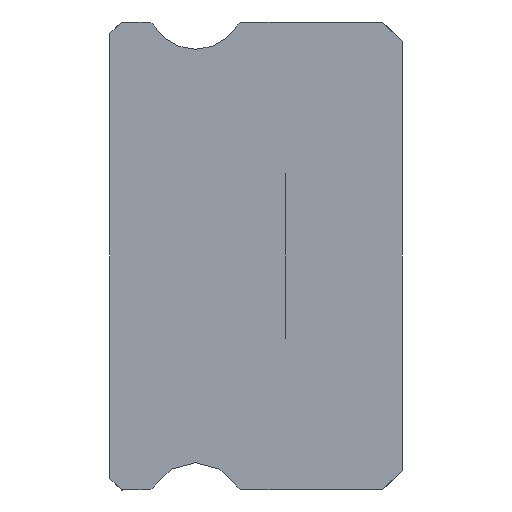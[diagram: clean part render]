
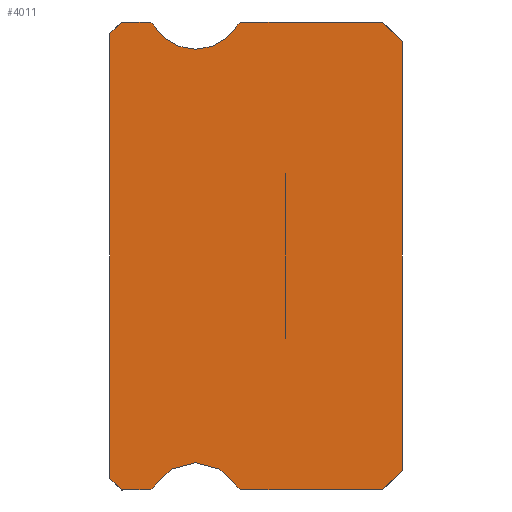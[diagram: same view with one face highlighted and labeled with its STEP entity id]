
A CAD part, left-side view. The second image highlights one B-rep face of the part: STEP entity #4011.
In plain terms, the highlighted planar face has unit normal (-1, 0, 0).
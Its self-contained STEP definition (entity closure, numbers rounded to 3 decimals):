
#123 = EDGE_CURVE ( 'NONE', #3149, #6955, #11524, .T. ) ;
#133 = CARTESIAN_POINT ( 'NONE',  ( -10., 6.512, -5.85 ) ) ;
#196 = EDGE_CURVE ( 'NONE', #10243, #5911, #1406, .T. ) ;
#401 = CARTESIAN_POINT ( 'NONE',  ( -10., 6.512, 6. ) ) ;
#449 = EDGE_CURVE ( 'NONE', #13117, #921, #3972, .T. ) ;
#493 = EDGE_CURVE ( 'NONE', #10243, #921, #11442, .T. ) ;
#788 = DIRECTION ( 'NONE',  ( 1., 0., 0. ) ) ;
#832 = EDGE_CURVE ( 'NONE', #1290, #5056, #6236, .T. ) ;
#921 = VERTEX_POINT ( 'NONE', #4373 ) ;
#1073 = DIRECTION ( 'NONE',  ( 0., 0., -1. ) ) ;
#1084 = CARTESIAN_POINT ( 'NONE',  ( -10., 7.5, -5.7 ) ) ;
#1183 = DIRECTION ( 'NONE',  ( 0., 1., 0. ) ) ;
#1196 = EDGE_CURVE ( 'NONE', #2910, #12131, #4851, .T. ) ;
#1290 = VERTEX_POINT ( 'NONE', #10725 ) ;
#1352 = EDGE_CURVE ( 'NONE', #3588, #8968, #3319, .T. ) ;
#1385 = DIRECTION ( 'NONE',  ( -1., 0., 0. ) ) ;
#1406 = LINE ( 'NONE', #5585, #7454 ) ;
#1530 = CARTESIAN_POINT ( 'NONE',  ( -10., 0., 5.5 ) ) ;
#1682 = ORIENTED_EDGE ( 'NONE', *, *, #9231, .F. ) ;
#1876 = VERTEX_POINT ( 'NONE', #10296 ) ;
#1903 = DIRECTION ( 'NONE',  ( 0., 1., 0. ) ) ;
#2053 = AXIS2_PLACEMENT_3D ( 'NONE', #133, #4291, #8323 ) ;
#2070 = DIRECTION ( 'NONE',  ( 0., -0.707, -0.707 ) ) ;
#2097 = CARTESIAN_POINT ( 'NONE',  ( -10., 5.3, 5.3 ) ) ;
#2131 = VECTOR ( 'NONE', #12418, 1000. ) ;
#2191 = DIRECTION ( 'NONE',  ( 1., 0., 0. ) ) ;
#2387 = VECTOR ( 'NONE', #1183, 1000. ) ;
#2430 = ORIENTED_EDGE ( 'NONE', *, *, #832, .F. ) ;
#2648 = VECTOR ( 'NONE', #8359, 1000. ) ;
#2853 = EDGE_CURVE ( 'NONE', #12131, #8595, #7963, .T. ) ;
#2857 = VECTOR ( 'NONE', #7343, 1000. ) ;
#2910 = VERTEX_POINT ( 'NONE', #6764 ) ;
#3007 = CARTESIAN_POINT ( 'NONE',  ( -10., 7.2, 6. ) ) ;
#3015 = CIRCLE ( 'NONE', #4785, 1.25 ) ;
#3080 = CARTESIAN_POINT ( 'NONE',  ( -10., 7.5, 5.85 ) ) ;
#3149 = VERTEX_POINT ( 'NONE', #9271 ) ;
#3163 = LINE ( 'NONE', #13505, #2131 ) ;
#3211 = ORIENTED_EDGE ( 'NONE', *, *, #6170, .T. ) ;
#3319 = CIRCLE ( 'NONE', #9013, 0.15 ) ;
#3345 = CIRCLE ( 'NONE', #7290, 1.25 ) ;
#3397 = DIRECTION ( 'NONE',  ( 1., 0., 0. ) ) ;
#3467 = DIRECTION ( 'NONE',  ( 0., 0., -1. ) ) ;
#3588 = VERTEX_POINT ( 'NONE', #6575 ) ;
#3944 = DIRECTION ( 'NONE',  ( -1., 0., 0. ) ) ;
#3960 = EDGE_CURVE ( 'NONE', #4128, #6955, #11656, .T. ) ;
#3972 = LINE ( 'NONE', #11297, #2857 ) ;
#4011 = ADVANCED_FACE ( 'NONE', ( #13437 ), #4057, .F. ) ;
#4057 = PLANE ( 'NONE',  #8774 ) ;
#4128 = VERTEX_POINT ( 'NONE', #5135 ) ;
#4131 = CIRCLE ( 'NONE', #11122, 0.15 ) ;
#4195 = VERTEX_POINT ( 'NONE', #8053 ) ;
#4291 = DIRECTION ( 'NONE',  ( 1., 0., 0. ) ) ;
#4322 = DIRECTION ( 'NONE',  ( 0., 0., -1. ) ) ;
#4373 = CARTESIAN_POINT ( 'NONE',  ( -10., 7.5, 5.7 ) ) ;
#4380 = VERTEX_POINT ( 'NONE', #2097 ) ;
#4403 = ORIENTED_EDGE ( 'NONE', *, *, #4617, .F. ) ;
#4571 = DIRECTION ( 'NONE',  ( 0., -1., 0. ) ) ;
#4617 = EDGE_CURVE ( 'NONE', #5056, #2910, #5895, .T. ) ;
#4785 = AXIS2_PLACEMENT_3D ( 'NONE', #8522, #7505, #5125 ) ;
#4817 = ORIENTED_EDGE ( 'NONE', *, *, #1352, .F. ) ;
#4851 = CIRCLE ( 'NONE', #9427, 1.25 ) ;
#4992 = ORIENTED_EDGE ( 'NONE', *, *, #493, .F. ) ;
#5029 = DIRECTION ( 'NONE',  ( 0., 0., -1. ) ) ;
#5056 = VERTEX_POINT ( 'NONE', #11428 ) ;
#5125 = DIRECTION ( 'NONE',  ( 0., 0., -1. ) ) ;
#5135 = CARTESIAN_POINT ( 'NONE',  ( -10., 0.5, 6. ) ) ;
#5190 = ORIENTED_EDGE ( 'NONE', *, *, #2853, .F. ) ;
#5485 = EDGE_CURVE ( 'NONE', #4380, #1876, #3015, .T. ) ;
#5564 = DIRECTION ( 'NONE',  ( 0., 0., -1. ) ) ;
#5585 = CARTESIAN_POINT ( 'NONE',  ( -10., 7.2, -6. ) ) ;
#5664 = CARTESIAN_POINT ( 'NONE',  ( -10., 7.2, -6. ) ) ;
#5819 = ORIENTED_EDGE ( 'NONE', *, *, #3960, .F. ) ;
#5895 = CIRCLE ( 'NONE', #8763, 0.15 ) ;
#5911 = VERTEX_POINT ( 'NONE', #5664 ) ;
#5923 = VECTOR ( 'NONE', #12840, 1000. ) ;
#6170 = EDGE_CURVE ( 'NONE', #5911, #8595, #3163, .T. ) ;
#6236 = LINE ( 'NONE', #9362, #7771 ) ;
#6393 = CARTESIAN_POINT ( 'NONE',  ( -10., 6.512, 5.85 ) ) ;
#6500 = CARTESIAN_POINT ( 'NONE',  ( -10., 4.088, 5.85 ) ) ;
#6575 = CARTESIAN_POINT ( 'NONE',  ( -10., 6.512, 6. ) ) ;
#6588 = CARTESIAN_POINT ( 'NONE',  ( -10., 5.3, 6.55 ) ) ;
#6764 = CARTESIAN_POINT ( 'NONE',  ( -10., 4.217, -5.925 ) ) ;
#6955 = VERTEX_POINT ( 'NONE', #10236 ) ;
#7177 = CARTESIAN_POINT ( 'NONE',  ( -10., 0., -5.5 ) ) ;
#7290 = AXIS2_PLACEMENT_3D ( 'NONE', #6588, #1385, #5564 ) ;
#7293 = EDGE_CURVE ( 'NONE', #3149, #1290, #12330, .T. ) ;
#7343 = DIRECTION ( 'NONE',  ( 0., 0.707, -0.707 ) ) ;
#7454 = VECTOR ( 'NONE', #7496, 1000. ) ;
#7496 = DIRECTION ( 'NONE',  ( 0., -0.707, -0.707 ) ) ;
#7498 = ORIENTED_EDGE ( 'NONE', *, *, #449, .T. ) ;
#7505 = DIRECTION ( 'NONE',  ( -1., 0., 0. ) ) ;
#7771 = VECTOR ( 'NONE', #1903, 1000. ) ;
#7774 = CARTESIAN_POINT ( 'NONE',  ( -10., 6.383, 5.925 ) ) ;
#7963 = CIRCLE ( 'NONE', #2053, 0.15 ) ;
#7991 = ORIENTED_EDGE ( 'NONE', *, *, #196, .T. ) ;
#8053 = CARTESIAN_POINT ( 'NONE',  ( -10., 4.088, 6. ) ) ;
#8272 = EDGE_LOOP ( 'NONE', ( #7498, #4992, #7991, #3211, #5190, #9669, #4403, #2430, #11667, #9842, #5819, #10362, #11106, #9916, #1682, #4817, #12166 ) ) ;
#8323 = DIRECTION ( 'NONE',  ( 0., 0., -1. ) ) ;
#8359 = DIRECTION ( 'NONE',  ( 0., 0., 1. ) ) ;
#8522 = CARTESIAN_POINT ( 'NONE',  ( -10., 5.3, 6.55 ) ) ;
#8595 = VERTEX_POINT ( 'NONE', #10692 ) ;
#8763 = AXIS2_PLACEMENT_3D ( 'NONE', #10095, #788, #5029 ) ;
#8774 = AXIS2_PLACEMENT_3D ( 'NONE', #6393, #2191, #4322 ) ;
#8968 = VERTEX_POINT ( 'NONE', #7774 ) ;
#8983 = VECTOR ( 'NONE', #2070, 1000. ) ;
#9013 = AXIS2_PLACEMENT_3D ( 'NONE', #12652, #3397, #1073 ) ;
#9133 = VECTOR ( 'NONE', #12258, 1000. ) ;
#9231 = EDGE_CURVE ( 'NONE', #8968, #4380, #3345, .T. ) ;
#9271 = CARTESIAN_POINT ( 'NONE',  ( -10., 0., -5.5 ) ) ;
#9323 = CARTESIAN_POINT ( 'NONE',  ( -10., 0.5, 6. ) ) ;
#9362 = CARTESIAN_POINT ( 'NONE',  ( -10., 6.512, -6. ) ) ;
#9427 = AXIS2_PLACEMENT_3D ( 'NONE', #10372, #3944, #12315 ) ;
#9444 = CARTESIAN_POINT ( 'NONE',  ( -10., 6.383, -5.925 ) ) ;
#9669 = ORIENTED_EDGE ( 'NONE', *, *, #1196, .F. ) ;
#9763 = LINE ( 'NONE', #401, #12894 ) ;
#9842 = ORIENTED_EDGE ( 'NONE', *, *, #123, .T. ) ;
#9910 = EDGE_CURVE ( 'NONE', #3588, #13117, #11440, .T. ) ;
#9916 = ORIENTED_EDGE ( 'NONE', *, *, #5485, .F. ) ;
#10095 = CARTESIAN_POINT ( 'NONE',  ( -10., 4.088, -5.85 ) ) ;
#10236 = CARTESIAN_POINT ( 'NONE',  ( -10., 0., 5.5 ) ) ;
#10243 = VERTEX_POINT ( 'NONE', #1084 ) ;
#10296 = CARTESIAN_POINT ( 'NONE',  ( -10., 4.217, 5.925 ) ) ;
#10362 = ORIENTED_EDGE ( 'NONE', *, *, #10382, .F. ) ;
#10372 = CARTESIAN_POINT ( 'NONE',  ( -10., 5.3, -6.55 ) ) ;
#10382 = EDGE_CURVE ( 'NONE', #4195, #4128, #9763, .T. ) ;
#10692 = CARTESIAN_POINT ( 'NONE',  ( -10., 6.512, -6. ) ) ;
#10725 = CARTESIAN_POINT ( 'NONE',  ( -10., 0.5, -6. ) ) ;
#11106 = ORIENTED_EDGE ( 'NONE', *, *, #12979, .F. ) ;
#11116 = CARTESIAN_POINT ( 'NONE',  ( -10., 7.2, 6. ) ) ;
#11122 = AXIS2_PLACEMENT_3D ( 'NONE', #6500, #11760, #3467 ) ;
#11297 = CARTESIAN_POINT ( 'NONE',  ( -10., 7.5, 5.7 ) ) ;
#11428 = CARTESIAN_POINT ( 'NONE',  ( -10., 4.088, -6. ) ) ;
#11440 = LINE ( 'NONE', #3007, #2387 ) ;
#11442 = LINE ( 'NONE', #3080, #2648 ) ;
#11524 = LINE ( 'NONE', #1530, #5923 ) ;
#11656 = LINE ( 'NONE', #9323, #8983 ) ;
#11667 = ORIENTED_EDGE ( 'NONE', *, *, #7293, .F. ) ;
#11760 = DIRECTION ( 'NONE',  ( 1., 0., 0. ) ) ;
#12131 = VERTEX_POINT ( 'NONE', #9444 ) ;
#12166 = ORIENTED_EDGE ( 'NONE', *, *, #9910, .T. ) ;
#12258 = DIRECTION ( 'NONE',  ( 0., 0.707, -0.707 ) ) ;
#12315 = DIRECTION ( 'NONE',  ( 0., 0., -1. ) ) ;
#12330 = LINE ( 'NONE', #7177, #9133 ) ;
#12418 = DIRECTION ( 'NONE',  ( 0., -1., 0. ) ) ;
#12652 = CARTESIAN_POINT ( 'NONE',  ( -10., 6.512, 5.85 ) ) ;
#12840 = DIRECTION ( 'NONE',  ( 0., 0., 1. ) ) ;
#12894 = VECTOR ( 'NONE', #4571, 1000. ) ;
#12979 = EDGE_CURVE ( 'NONE', #1876, #4195, #4131, .T. ) ;
#13117 = VERTEX_POINT ( 'NONE', #11116 ) ;
#13437 = FACE_OUTER_BOUND ( 'NONE', #8272, .T. ) ;
#13505 = CARTESIAN_POINT ( 'NONE',  ( -10., 6.512, -6. ) ) ;
